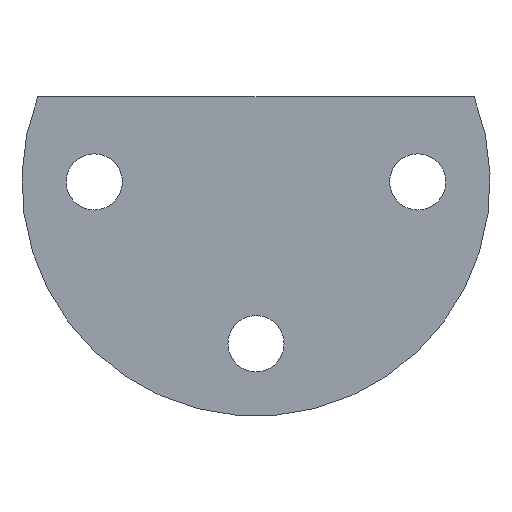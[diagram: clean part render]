
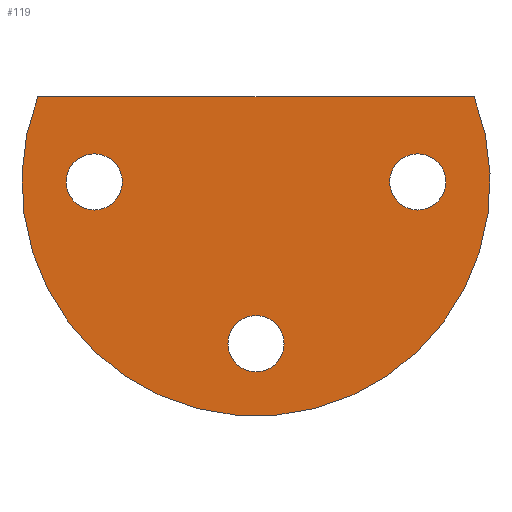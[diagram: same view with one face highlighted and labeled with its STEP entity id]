
A CAD part, left-side view. The second image highlights one B-rep face of the part: STEP entity #119.
In plain terms, the highlighted planar face has unit normal (-1, 0, 0).
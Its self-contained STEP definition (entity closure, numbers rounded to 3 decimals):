
#119 = ADVANCED_FACE( '', ( #255, #256, #257, #258 ), #259, .F. );
#255 = FACE_OUTER_BOUND( '', #439, .T. );
#256 = FACE_BOUND( '', #440, .T. );
#257 = FACE_BOUND( '', #441, .T. );
#258 = FACE_BOUND( '', #442, .T. );
#259 = PLANE( '', #443 );
#439 = EDGE_LOOP( '', ( #620, #621 ) );
#440 = EDGE_LOOP( '', ( #622 ) );
#441 = EDGE_LOOP( '', ( #623 ) );
#442 = EDGE_LOOP( '', ( #624 ) );
#443 = AXIS2_PLACEMENT_3D( '', #625, #626, #627 );
#620 = ORIENTED_EDGE( '', *, *, #1000, .F. );
#621 = ORIENTED_EDGE( '', *, *, #1001, .T. );
#622 = ORIENTED_EDGE( '', *, *, #1002, .F. );
#623 = ORIENTED_EDGE( '', *, *, #1003, .T. );
#624 = ORIENTED_EDGE( '', *, *, #1004, .F. );
#625 = CARTESIAN_POINT( '', ( 0., 0., 0. ) );
#626 = DIRECTION( '', ( 1., 0., 0. ) );
#627 = DIRECTION( '', ( 0., 0., -1. ) );
#1000 = EDGE_CURVE( '', #1151, #1152, #1153, .T. );
#1001 = EDGE_CURVE( '', #1151, #1152, #1154, .T. );
#1002 = EDGE_CURVE( '', #1155, #1155, #1156, .F. );
#1003 = EDGE_CURVE( '', #1157, #1157, #1158, .T. );
#1004 = EDGE_CURVE( '', #1159, #1159, #1160, .T. );
#1151 = VERTEX_POINT( '', #1375 );
#1152 = VERTEX_POINT( '', #1376 );
#1153 = CIRCLE( '', #1377, 27.5 );
#1154 = LINE( '', #1378, #1379 );
#1155 = VERTEX_POINT( '', #1380 );
#1156 = CIRCLE( '', #1381, 3.3 );
#1157 = VERTEX_POINT( '', #1382 );
#1158 = CIRCLE( '', #1383, 3.3 );
#1159 = VERTEX_POINT( '', #1384 );
#1160 = CIRCLE( '', #1385, 3.3 );
#1375 = CARTESIAN_POINT( '', ( 0., -25.617, 10. ) );
#1376 = CARTESIAN_POINT( '', ( 0., 25.617, 10. ) );
#1377 = AXIS2_PLACEMENT_3D( '', #1729, #1730, #1731 );
#1378 = CARTESIAN_POINT( '', ( 0., -29.5, 10. ) );
#1379 = VECTOR( '', #1732, 1000. );
#1380 = CARTESIAN_POINT( '', ( 0., 19., -3.3 ) );
#1381 = AXIS2_PLACEMENT_3D( '', #1733, #1734, #1735 );
#1382 = CARTESIAN_POINT( '', ( 0., 0., -22.3 ) );
#1383 = AXIS2_PLACEMENT_3D( '', #1736, #1737, #1738 );
#1384 = CARTESIAN_POINT( '', ( 0., -19., 3.3 ) );
#1385 = AXIS2_PLACEMENT_3D( '', #1739, #1740, #1741 );
#1729 = CARTESIAN_POINT( '', ( 0., 0., 0. ) );
#1730 = DIRECTION( '', ( 1., 0., 0. ) );
#1731 = DIRECTION( '', ( 0., 0., -1. ) );
#1732 = DIRECTION( '', ( 0., 1., 0. ) );
#1733 = CARTESIAN_POINT( '', ( 0., 19., 0. ) );
#1734 = DIRECTION( '', ( 1., 0., 0. ) );
#1735 = DIRECTION( '', ( 0., 0., -1. ) );
#1736 = CARTESIAN_POINT( '', ( 0., 0., -19. ) );
#1737 = DIRECTION( '', ( 1., 0., 0. ) );
#1738 = DIRECTION( '', ( 0., 0., -1. ) );
#1739 = CARTESIAN_POINT( '', ( 0., -19., 0. ) );
#1740 = DIRECTION( '', ( -1., 0., 0. ) );
#1741 = DIRECTION( '', ( 0., 0., 1. ) );
